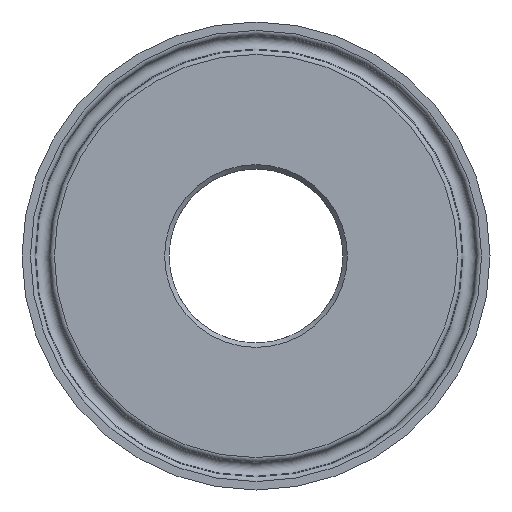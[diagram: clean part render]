
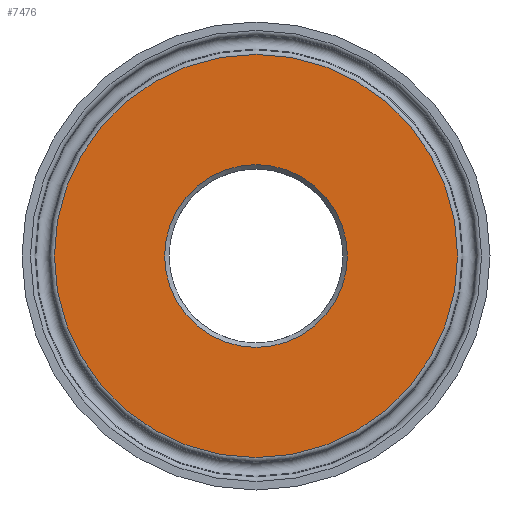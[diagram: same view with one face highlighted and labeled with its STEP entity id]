
A CAD part, left-side view. The second image highlights one B-rep face of the part: STEP entity #7476.
In plain terms, the highlighted planar face has unit normal (-1, 0, 0).
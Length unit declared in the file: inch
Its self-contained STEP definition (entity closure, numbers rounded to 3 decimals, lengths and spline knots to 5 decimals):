
#106=FACE_BOUND('',#1346,.T.);
#480=PLANE('',#7906);
#886=FACE_OUTER_BOUND('',#1345,.T.);
#1345=EDGE_LOOP('',(#6987));
#1346=EDGE_LOOP('',(#6988));
#1924=CIRCLE('',#7903,0.59499);
#1926=CIRCLE('',#7907,1.31256);
#3672=VERTEX_POINT('',#16519);
#3674=VERTEX_POINT('',#16525);
#4780=EDGE_CURVE('',#3672,#3672,#1924,.T.);
#4782=EDGE_CURVE('',#3674,#3674,#1926,.T.);
#6987=ORIENTED_EDGE('',*,*,#4782,.F.);
#6988=ORIENTED_EDGE('',*,*,#4780,.F.);
#7476=ADVANCED_FACE('',(#886,#106),#480,.T.);
#7903=AXIS2_PLACEMENT_3D('',#16520,#9256,#9257);
#7906=AXIS2_PLACEMENT_3D('',#16524,#9262,#9263);
#7907=AXIS2_PLACEMENT_3D('',#16526,#9264,#9265);
#9256=DIRECTION('center_axis',(-1.,0.,0.));
#9257=DIRECTION('ref_axis',(0.,-1.,0.));
#9262=DIRECTION('center_axis',(-1.,0.,0.));
#9263=DIRECTION('ref_axis',(0.,0.,1.));
#9264=DIRECTION('center_axis',(1.,0.,0.));
#9265=DIRECTION('ref_axis',(0.,-1.,0.));
#16519=CARTESIAN_POINT('',(0.,0.59499,0.));
#16520=CARTESIAN_POINT('Origin',(0.,0.,
0.));
#16524=CARTESIAN_POINT('Origin',(0.,0.94908,
0.));
#16525=CARTESIAN_POINT('',(0.,1.31256,0.));
#16526=CARTESIAN_POINT('Origin',(0.,0.,
0.));
